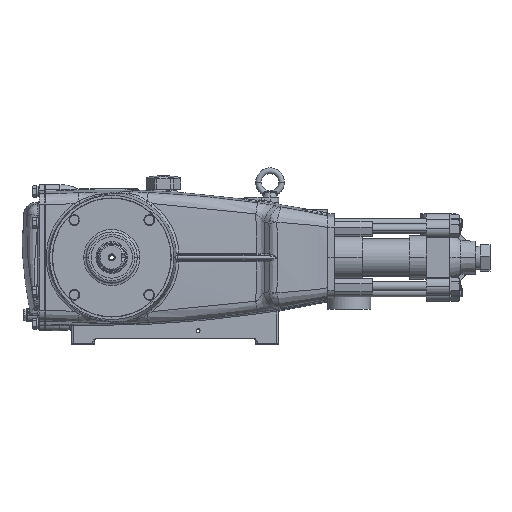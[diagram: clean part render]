
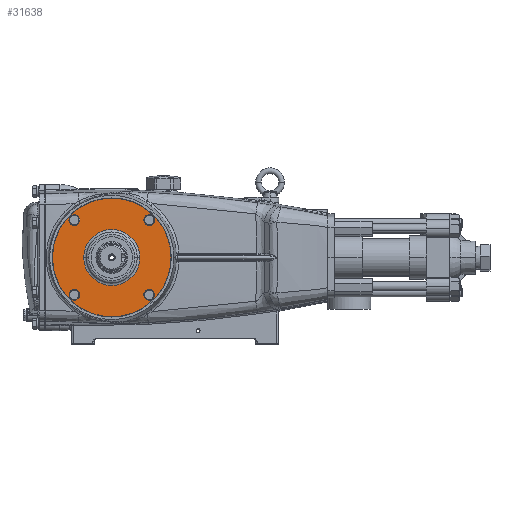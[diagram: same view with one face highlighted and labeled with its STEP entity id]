
A CAD part, top view. The second image highlights one B-rep face of the part: STEP entity #31638.
In plain terms, the highlighted planar face has unit normal (0, 0, 1).
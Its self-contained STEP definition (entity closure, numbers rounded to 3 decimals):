
#8 = EDGE_CURVE ( 'NONE', #3488, #41525, #21631, .T. ) ;
#1579 = DIRECTION ( 'NONE',  ( 0., 0., -1. ) ) ;
#2279 = CARTESIAN_POINT ( 'NONE',  ( 2.526, -10.338, 7.441 ) ) ;
#2949 = ORIENTED_EDGE ( 'NONE', *, *, #52597, .T. ) ;
#3488 = VERTEX_POINT ( 'NONE', #33703 ) ;
#4993 = EDGE_CURVE ( 'NONE', #48182, #45858, #41788, .T. ) ;
#5105 = CARTESIAN_POINT ( 'NONE',  ( 2.309, -10.338, 7.441 ) ) ;
#5382 = EDGE_CURVE ( 'NONE', #41757, #9456, #8179, .T. ) ;
#5932 = FACE_BOUND ( 'NONE', #62182, .T. ) ;
#6442 = CARTESIAN_POINT ( 'NONE',  ( 1.88, -7.777, 7.441 ) ) ;
#6505 = CARTESIAN_POINT ( 'NONE',  ( 2.526, -5.215, 7.441 ) ) ;
#6911 = AXIS2_PLACEMENT_3D ( 'NONE', #51433, #41960, #36016 ) ;
#7292 = ORIENTED_EDGE ( 'NONE', *, *, #24520, .T. ) ;
#8179 = CIRCLE ( 'NONE', #20502, 0.217 ) ;
#8805 = AXIS2_PLACEMENT_3D ( 'NONE', #32369, #53726, #26409 ) ;
#9456 = VERTEX_POINT ( 'NONE', #66315 ) ;
#10083 = DIRECTION ( 'NONE',  ( -1., 0., 0. ) ) ;
#10575 = CARTESIAN_POINT ( 'NONE',  ( 4.02, -7.777, 7.441 ) ) ;
#11108 = AXIS2_PLACEMENT_3D ( 'NONE', #6505, #38426, #22299 ) ;
#11545 = PLANE ( 'NONE',  #64530 ) ;
#12058 = CARTESIAN_POINT ( 'NONE',  ( 2.526, -5.432, 7.441 ) ) ;
#12249 = FACE_BOUND ( 'NONE', #57176, .T. ) ;
#12379 = AXIS2_PLACEMENT_3D ( 'NONE', #18221, #60994, #44886 ) ;
#12590 = FACE_BOUND ( 'NONE', #41073, .T. ) ;
#13039 = EDGE_CURVE ( 'NONE', #58716, #47336, #33466, .T. ) ;
#14578 = DIRECTION ( 'NONE',  ( -1., 0., 0. ) ) ;
#15393 = DIRECTION ( 'NONE',  ( 0., 0., 1. ) ) ;
#15942 = CARTESIAN_POINT ( 'NONE',  ( -2.596, -10.338, 7.441 ) ) ;
#17158 = ORIENTED_EDGE ( 'NONE', *, *, #4993, .T. ) ;
#17308 = DIRECTION ( 'NONE',  ( -1., 0., 0. ) ) ;
#17667 = CARTESIAN_POINT ( 'NONE',  ( -0.035, -7.777, 7.441 ) ) ;
#18221 = CARTESIAN_POINT ( 'NONE',  ( -0.035, -7.777, 7.441 ) ) ;
#18352 = DIRECTION ( 'NONE',  ( 0., 0., -1. ) ) ;
#18570 = DIRECTION ( 'NONE',  ( 0., 0., -1. ) ) ;
#19243 = DIRECTION ( 'NONE',  ( 0., -1., 0. ) ) ;
#20502 = AXIS2_PLACEMENT_3D ( 'NONE', #2279, #1579, #65076 ) ;
#20736 = EDGE_CURVE ( 'NONE', #66329, #53111, #50481, .T. ) ;
#21631 = CIRCLE ( 'NONE', #30612, 0.217 ) ;
#22299 = DIRECTION ( 'NONE',  ( 0., 1., 0. ) ) ;
#23459 = DIRECTION ( 'NONE',  ( -1., 0., 0. ) ) ;
#24159 = CARTESIAN_POINT ( 'NONE',  ( -2.596, -10.338, 7.441 ) ) ;
#24520 = EDGE_CURVE ( 'NONE', #25302, #66968, #61425, .T. ) ;
#25159 = EDGE_CURVE ( 'NONE', #45858, #48182, #35694, .T. ) ;
#25210 = DIRECTION ( 'NONE',  ( 0., 0., -1. ) ) ;
#25302 = VERTEX_POINT ( 'NONE', #34108 ) ;
#25621 = EDGE_CURVE ( 'NONE', #47336, #58716, #64970, .T. ) ;
#26409 = DIRECTION ( 'NONE',  ( 1., 0., 0. ) ) ;
#26733 = AXIS2_PLACEMENT_3D ( 'NONE', #17667, #18352, #17308 ) ;
#27400 = EDGE_LOOP ( 'NONE', ( #17158, #55078 ) ) ;
#27580 = EDGE_CURVE ( 'NONE', #9456, #41757, #48362, .T. ) ;
#28106 = ORIENTED_EDGE ( 'NONE', *, *, #27580, .T. ) ;
#28750 = FACE_OUTER_BOUND ( 'NONE', #27400, .T. ) ;
#29096 = DIRECTION ( 'NONE',  ( 0., 0., -1. ) ) ;
#30103 = AXIS2_PLACEMENT_3D ( 'NONE', #68210, #62611, #14578 ) ;
#30612 = AXIS2_PLACEMENT_3D ( 'NONE', #15942, #47536, #52434 ) ;
#31638 = ADVANCED_FACE ( 'NONE', ( #12590, #34001, #12249, #32618, #5932, #28750 ), #11545, .F. ) ;
#31704 = EDGE_CURVE ( 'NONE', #41525, #3488, #68982, .T. ) ;
#32369 = CARTESIAN_POINT ( 'NONE',  ( -0.035, -7.777, 7.441 ) ) ;
#32618 = FACE_BOUND ( 'NONE', #50598, .T. ) ;
#33466 = CIRCLE ( 'NONE', #26733, 1.916 ) ;
#33703 = CARTESIAN_POINT ( 'NONE',  ( -2.596, -10.554, 7.441 ) ) ;
#33747 = AXIS2_PLACEMENT_3D ( 'NONE', #55727, #18570, #62027 ) ;
#34001 = FACE_BOUND ( 'NONE', #35468, .T. ) ;
#34108 = CARTESIAN_POINT ( 'NONE',  ( -2.38, -5.215, 7.441 ) ) ;
#35468 = EDGE_LOOP ( 'NONE', ( #28106, #45244 ) ) ;
#35675 = CARTESIAN_POINT ( 'NONE',  ( -2.596, -10.121, 7.441 ) ) ;
#35694 = CIRCLE ( 'NONE', #8805, 4.055 ) ;
#35829 = CARTESIAN_POINT ( 'NONE',  ( 2.526, -4.999, 7.441 ) ) ;
#36016 = DIRECTION ( 'NONE',  ( 1., 0., 0. ) ) ;
#36418 = CARTESIAN_POINT ( 'NONE',  ( -2.596, -5.215, 7.441 ) ) ;
#37833 = DIRECTION ( 'NONE',  ( 1., 0., 0. ) ) ;
#38214 = CARTESIAN_POINT ( 'NONE',  ( -0.035, -3.721, 7.441 ) ) ;
#38426 = DIRECTION ( 'NONE',  ( 0., 0., -1. ) ) ;
#41073 = EDGE_LOOP ( 'NONE', ( #53169, #46293 ) ) ;
#41525 = VERTEX_POINT ( 'NONE', #35675 ) ;
#41757 = VERTEX_POINT ( 'NONE', #5105 ) ;
#41788 = CIRCLE ( 'NONE', #64177, 4.055 ) ;
#41836 = EDGE_CURVE ( 'NONE', #53111, #66329, #61528, .T. ) ;
#41960 = DIRECTION ( 'NONE',  ( 0., 0., -1. ) ) ;
#43829 = DIRECTION ( 'NONE',  ( 0., 0., -1. ) ) ;
#44886 = DIRECTION ( 'NONE',  ( -1., 0., 0. ) ) ;
#45244 = ORIENTED_EDGE ( 'NONE', *, *, #5382, .T. ) ;
#45494 = AXIS2_PLACEMENT_3D ( 'NONE', #24159, #29096, #19243 ) ;
#45858 = VERTEX_POINT ( 'NONE', #59667 ) ;
#46293 = ORIENTED_EDGE ( 'NONE', *, *, #31704, .T. ) ;
#47033 = CARTESIAN_POINT ( 'NONE',  ( -1.951, -7.777, 7.441 ) ) ;
#47336 = VERTEX_POINT ( 'NONE', #6442 ) ;
#47536 = DIRECTION ( 'NONE',  ( 0., 0., -1. ) ) ;
#48182 = VERTEX_POINT ( 'NONE', #10575 ) ;
#48362 = CIRCLE ( 'NONE', #6911, 0.217 ) ;
#50481 = CIRCLE ( 'NONE', #33747, 0.217 ) ;
#50598 = EDGE_LOOP ( 'NONE', ( #2949, #7292 ) ) ;
#51433 = CARTESIAN_POINT ( 'NONE',  ( 2.526, -10.338, 7.441 ) ) ;
#52434 = DIRECTION ( 'NONE',  ( 0., -1., 0. ) ) ;
#52597 = EDGE_CURVE ( 'NONE', #66968, #25302, #67209, .T. ) ;
#53111 = VERTEX_POINT ( 'NONE', #35829 ) ;
#53169 = ORIENTED_EDGE ( 'NONE', *, *, #8, .T. ) ;
#53726 = DIRECTION ( 'NONE',  ( 0., 0., 1. ) ) ;
#55078 = ORIENTED_EDGE ( 'NONE', *, *, #25159, .T. ) ;
#55381 = ORIENTED_EDGE ( 'NONE', *, *, #20736, .T. ) ;
#55727 = CARTESIAN_POINT ( 'NONE',  ( 2.526, -5.215, 7.441 ) ) ;
#56645 = ORIENTED_EDGE ( 'NONE', *, *, #41836, .T. ) ;
#57176 = EDGE_LOOP ( 'NONE', ( #56645, #55381 ) ) ;
#58716 = VERTEX_POINT ( 'NONE', #47033 ) ;
#58877 = CARTESIAN_POINT ( 'NONE',  ( -2.813, -5.215, 7.441 ) ) ;
#59667 = CARTESIAN_POINT ( 'NONE',  ( -4.09, -7.777, 7.441 ) ) ;
#59683 = ORIENTED_EDGE ( 'NONE', *, *, #25621, .T. ) ;
#60994 = DIRECTION ( 'NONE',  ( 0., 0., -1. ) ) ;
#61425 = CIRCLE ( 'NONE', #30103, 0.217 ) ;
#61528 = CIRCLE ( 'NONE', #11108, 0.217 ) ;
#62027 = DIRECTION ( 'NONE',  ( 0., 1., 0. ) ) ;
#62182 = EDGE_LOOP ( 'NONE', ( #69028, #59683 ) ) ;
#62611 = DIRECTION ( 'NONE',  ( 0., 0., -1. ) ) ;
#64177 = AXIS2_PLACEMENT_3D ( 'NONE', #64459, #15393, #37833 ) ;
#64459 = CARTESIAN_POINT ( 'NONE',  ( -0.035, -7.777, 7.441 ) ) ;
#64530 = AXIS2_PLACEMENT_3D ( 'NONE', #38214, #43829, #23459 ) ;
#64970 = CIRCLE ( 'NONE', #12379, 1.916 ) ;
#65076 = DIRECTION ( 'NONE',  ( 1., 0., 0. ) ) ;
#66315 = CARTESIAN_POINT ( 'NONE',  ( 2.742, -10.338, 7.441 ) ) ;
#66329 = VERTEX_POINT ( 'NONE', #12058 ) ;
#66968 = VERTEX_POINT ( 'NONE', #58877 ) ;
#67209 = CIRCLE ( 'NONE', #69416, 0.217 ) ;
#68210 = CARTESIAN_POINT ( 'NONE',  ( -2.596, -5.215, 7.441 ) ) ;
#68982 = CIRCLE ( 'NONE', #45494, 0.217 ) ;
#69028 = ORIENTED_EDGE ( 'NONE', *, *, #13039, .T. ) ;
#69416 = AXIS2_PLACEMENT_3D ( 'NONE', #36418, #25210, #10083 ) ;
